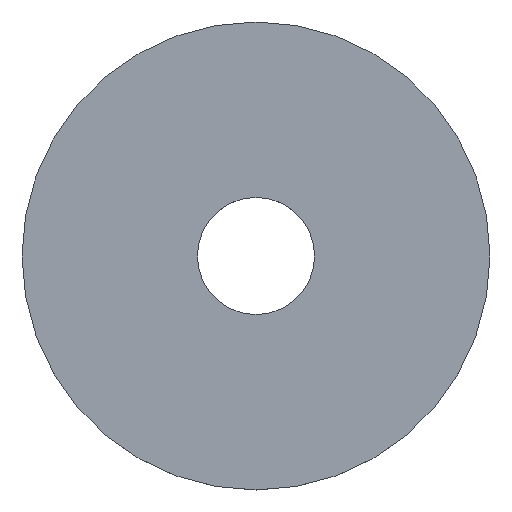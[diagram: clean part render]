
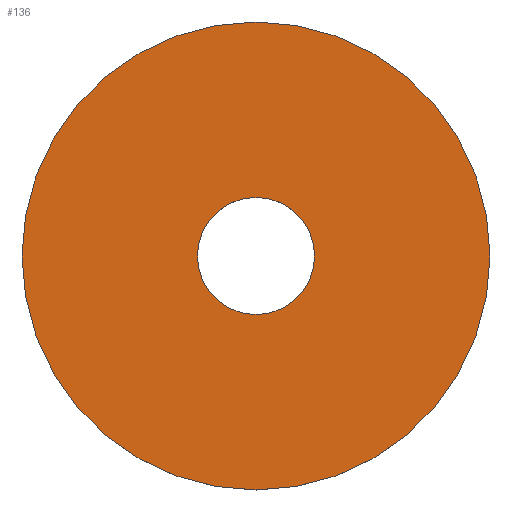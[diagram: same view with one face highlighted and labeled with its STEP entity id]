
A CAD part, top view. The second image highlights one B-rep face of the part: STEP entity #136.
In plain terms, the highlighted planar face has unit normal (0, 0, 1).
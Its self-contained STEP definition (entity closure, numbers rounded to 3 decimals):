
#6 = PLANE ( 'NONE',  #37 ) ;
#17 = CIRCLE ( 'NONE', #106, 5. ) ;
#27 = CIRCLE ( 'NONE', #129, 20. ) ;
#37 = AXIS2_PLACEMENT_3D ( 'NONE', #164, #48, #151 ) ;
#45 = CARTESIAN_POINT ( 'NONE',  ( 0., 0., 1.2 ) ) ;
#46 = EDGE_LOOP ( 'NONE', ( #122 ) ) ;
#48 = DIRECTION ( 'NONE',  ( 0., 0., 1. ) ) ;
#55 = CARTESIAN_POINT ( 'NONE',  ( 0., 20., 1.2 ) ) ;
#67 = DIRECTION ( 'NONE',  ( 0., 0., -1. ) ) ;
#68 = FACE_OUTER_BOUND ( 'NONE', #70, .T. ) ;
#70 = EDGE_LOOP ( 'NONE', ( #159 ) ) ;
#97 = VERTEX_POINT ( 'NONE', #55 ) ;
#100 = EDGE_CURVE ( 'NONE', #145, #145, #17, .T. ) ;
#106 = AXIS2_PLACEMENT_3D ( 'NONE', #137, #67, #140 ) ;
#107 = DIRECTION ( 'NONE',  ( 0., 0., -1. ) ) ;
#108 = DIRECTION ( 'NONE',  ( 0., 1., 0. ) ) ;
#117 = EDGE_CURVE ( 'NONE', #97, #97, #27, .T. ) ;
#122 = ORIENTED_EDGE ( 'NONE', *, *, #100, .T. ) ;
#129 = AXIS2_PLACEMENT_3D ( 'NONE', #45, #107, #108 ) ;
#136 = ADVANCED_FACE ( 'NONE', ( #163, #68 ), #6, .T. ) ;
#137 = CARTESIAN_POINT ( 'NONE',  ( 0., 0., 1.2 ) ) ;
#140 = DIRECTION ( 'NONE',  ( 0., 1., 0. ) ) ;
#145 = VERTEX_POINT ( 'NONE', #153 ) ;
#151 = DIRECTION ( 'NONE',  ( 0., -1., 0. ) ) ;
#153 = CARTESIAN_POINT ( 'NONE',  ( 0., 5., 1.2 ) ) ;
#159 = ORIENTED_EDGE ( 'NONE', *, *, #117, .F. ) ;
#163 = FACE_BOUND ( 'NONE', #46, .T. ) ;
#164 = CARTESIAN_POINT ( 'NONE',  ( 0., 5., 1.2 ) ) ;
